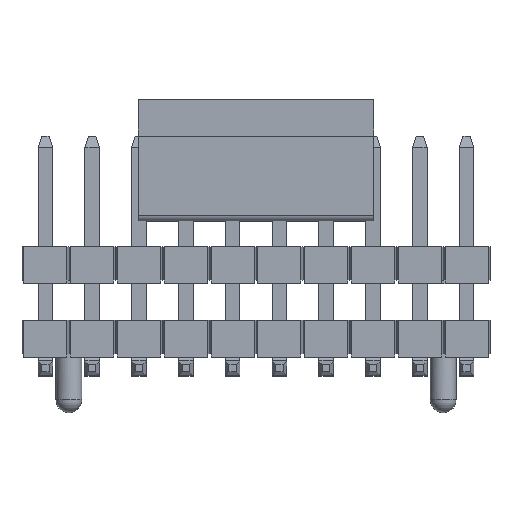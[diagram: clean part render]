
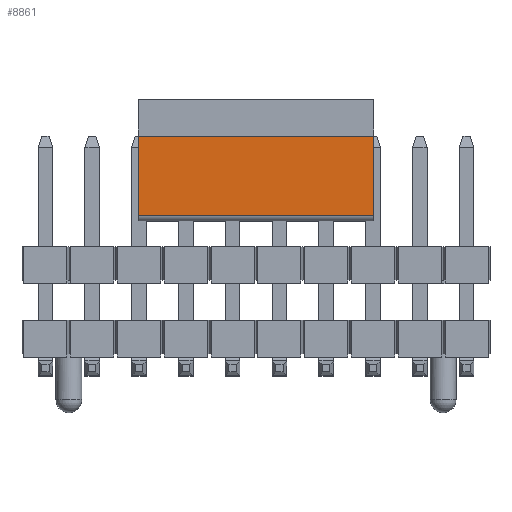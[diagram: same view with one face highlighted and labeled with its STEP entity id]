
A CAD part, top view. The second image highlights one B-rep face of the part: STEP entity #8861.
In plain terms, the highlighted planar face has unit normal (0, 0, 1).
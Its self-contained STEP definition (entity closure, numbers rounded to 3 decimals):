
#8436=CARTESIAN_POINT('',(2.515,3.85,1.7));
#8437=VERTEX_POINT('',#8436);
#8445=CARTESIAN_POINT('',(2.515,6.,1.7));
#8446=VERTEX_POINT('',#8445);
#8447=CARTESIAN_POINT('',(2.515,3.85,1.7));
#8448=DIRECTION('',(0.,1.,0.));
#8449=VECTOR('',#8448,2.15);
#8450=LINE('',#8447,#8449);
#8451=EDGE_CURVE('',#8437,#8446,#8450,.T.);
#8726=CARTESIAN_POINT('',(8.915,6.,1.7));
#8727=VERTEX_POINT('',#8726);
#8743=CARTESIAN_POINT('',(2.515,6.,1.7));
#8744=DIRECTION('',(1.,0.,0.));
#8745=VECTOR('',#8744,6.4);
#8746=LINE('',#8743,#8745);
#8747=EDGE_CURVE('',#8446,#8727,#8746,.T.);
#8838=CARTESIAN_POINT('',(2.515,6.,1.7));
#8839=DIRECTION('',(0.,-1.,0.));
#8840=DIRECTION('',(-0.,0.,1.));
#8841=AXIS2_PLACEMENT_3D('',#8838,#8840,#8839);
#8842=PLANE('',#8841);
#8843=CARTESIAN_POINT('',(8.915,3.85,1.7));
#8844=VERTEX_POINT('',#8843);
#8845=CARTESIAN_POINT('',(8.915,3.85,1.7));
#8846=DIRECTION('',(0.,1.,0.));
#8847=VECTOR('',#8846,2.15);
#8848=LINE('',#8845,#8847);
#8849=EDGE_CURVE('',#8844,#8727,#8848,.T.);
#8850=ORIENTED_EDGE('',*,*,#8849,.T.);
#8851=ORIENTED_EDGE('',*,*,#8747,.F.);
#8852=ORIENTED_EDGE('',*,*,#8451,.F.);
#8853=CARTESIAN_POINT('',(2.515,3.85,1.7));
#8854=DIRECTION('',(1.,0.,0.));
#8855=VECTOR('',#8854,6.4);
#8856=LINE('',#8853,#8855);
#8857=EDGE_CURVE('',#8437,#8844,#8856,.T.);
#8858=ORIENTED_EDGE('',*,*,#8857,.T.);
#8859=EDGE_LOOP('',(#8850,#8851,#8852,#8858));
#8860=FACE_OUTER_BOUND('',#8859,.T.);
#8861=ADVANCED_FACE('',(#8860),#8842,.T.);
